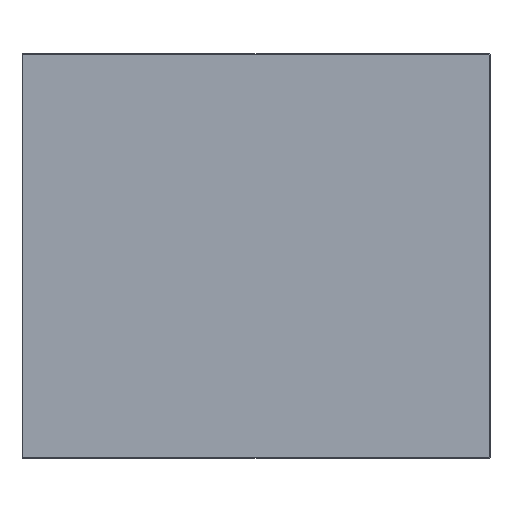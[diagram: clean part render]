
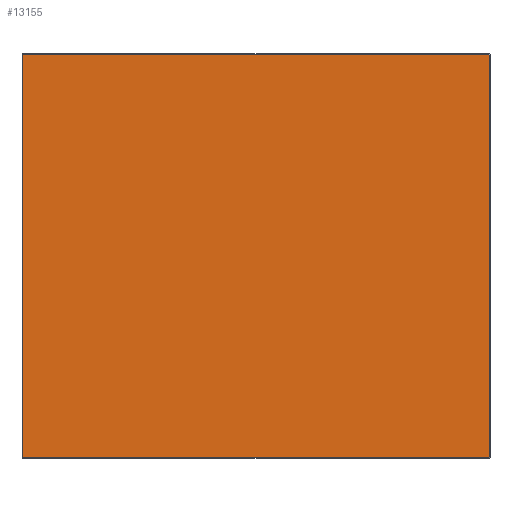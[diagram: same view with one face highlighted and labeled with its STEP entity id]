
A CAD part, top view. The second image highlights one B-rep face of the part: STEP entity #13155.
In plain terms, the highlighted planar face has unit normal (0, 0, 1).
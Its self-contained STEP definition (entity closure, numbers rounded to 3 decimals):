
#12894=CARTESIAN_POINT('',(-1078.787,3904.387,748.));
#12895=VERTEX_POINT('',#12894);
#12902=CARTESIAN_POINT('',(-1078.456,3904.718,748.));
#12903=VERTEX_POINT('',#12902);
#12904=CARTESIAN_POINT('',(-1078.456,3904.718,748.));
#12905=DIRECTION('',(-0.707,-0.707,0.0));
#12906=VECTOR('',#12905,0.469);
#12907=LINE('',#12904,#12906);
#12908=EDGE_CURVE('',#12903,#12895,#12907,.T.);
#12926=CARTESIAN_POINT('',(-676.718,3904.718,748.));
#12927=VERTEX_POINT('',#12926);
#12928=CARTESIAN_POINT('',(-676.718,3904.718,748.));
#12929=DIRECTION('',(-1.0,0.0,0.0));
#12930=VECTOR('',#12929,401.737);
#12931=LINE('',#12928,#12930);
#12932=EDGE_CURVE('',#12927,#12903,#12931,.T.);
#12948=CARTESIAN_POINT('',(-1078.787,3557.65,748.));
#12949=VERTEX_POINT('',#12948);
#12950=CARTESIAN_POINT('',(-1078.787,3904.387,748.));
#12951=DIRECTION('',(0.0,-1.0,0.0));
#12952=VECTOR('',#12951,346.737);
#12953=LINE('',#12950,#12952);
#12954=EDGE_CURVE('',#12895,#12949,#12953,.T.);
#12981=CARTESIAN_POINT('',(-676.387,3904.387,748.));
#12982=VERTEX_POINT('',#12981);
#12983=CARTESIAN_POINT('',(-676.387,3904.387,748.));
#12984=DIRECTION('',(-0.707,0.707,0.0));
#12985=VECTOR('',#12984,0.469);
#12986=LINE('',#12983,#12985);
#12987=EDGE_CURVE('',#12982,#12927,#12986,.T.);
#13012=CARTESIAN_POINT('',(-676.387,3557.65,748.));
#13013=VERTEX_POINT('',#13012);
#13014=CARTESIAN_POINT('',(-676.387,3557.65,748.));
#13015=DIRECTION('',(0.0,1.0,0.0));
#13016=VECTOR('',#13015,346.737);
#13017=LINE('',#13014,#13016);
#13018=EDGE_CURVE('',#13013,#12982,#13017,.T.);
#13043=CARTESIAN_POINT('',(-676.718,3557.318,748.));
#13044=VERTEX_POINT('',#13043);
#13045=CARTESIAN_POINT('',(-676.718,3557.318,748.));
#13046=DIRECTION('',(0.707,0.707,0.0));
#13047=VECTOR('',#13046,0.469);
#13048=LINE('',#13045,#13047);
#13049=EDGE_CURVE('',#13044,#13013,#13048,.T.);
#13065=CARTESIAN_POINT('',(-1078.456,3557.318,748.));
#13066=VERTEX_POINT('',#13065);
#13067=CARTESIAN_POINT('',(-1078.456,3557.318,748.));
#13068=DIRECTION('',(1.0,0.0,0.0));
#13069=VECTOR('',#13068,401.737);
#13070=LINE('',#13067,#13069);
#13071=EDGE_CURVE('',#13066,#13044,#13070,.T.);
#13094=CARTESIAN_POINT('',(-1078.787,3557.65,748.));
#13095=DIRECTION('',(0.707,-0.707,0.0));
#13096=VECTOR('',#13095,0.469);
#13097=LINE('',#13094,#13096);
#13098=EDGE_CURVE('',#12949,#13066,#13097,.T.);
#13140=CARTESIAN_POINT('',(-877.587,3904.719,748.));
#13141=DIRECTION('',(0.0,0.0,1.0));
#13142=DIRECTION('',(1.0,0.0,0.0));
#13143=AXIS2_PLACEMENT_3D('',#13140,#13141,#13142);
#13144=PLANE('',#13143);
#13145=ORIENTED_EDGE('',*,*,#12908,.T.);
#13146=ORIENTED_EDGE('',*,*,#12954,.T.);
#13147=ORIENTED_EDGE('',*,*,#13098,.T.);
#13148=ORIENTED_EDGE('',*,*,#13071,.T.);
#13149=ORIENTED_EDGE('',*,*,#13049,.T.);
#13150=ORIENTED_EDGE('',*,*,#13018,.T.);
#13151=ORIENTED_EDGE('',*,*,#12987,.T.);
#13152=ORIENTED_EDGE('',*,*,#12932,.T.);
#13153=EDGE_LOOP('',(#13145,#13146,#13147,#13148,#13149,#13150,#13151,#13152));
#13154=FACE_OUTER_BOUND('',#13153,.T.);
#13155=ADVANCED_FACE('',(#13154),#13144,.T.);
